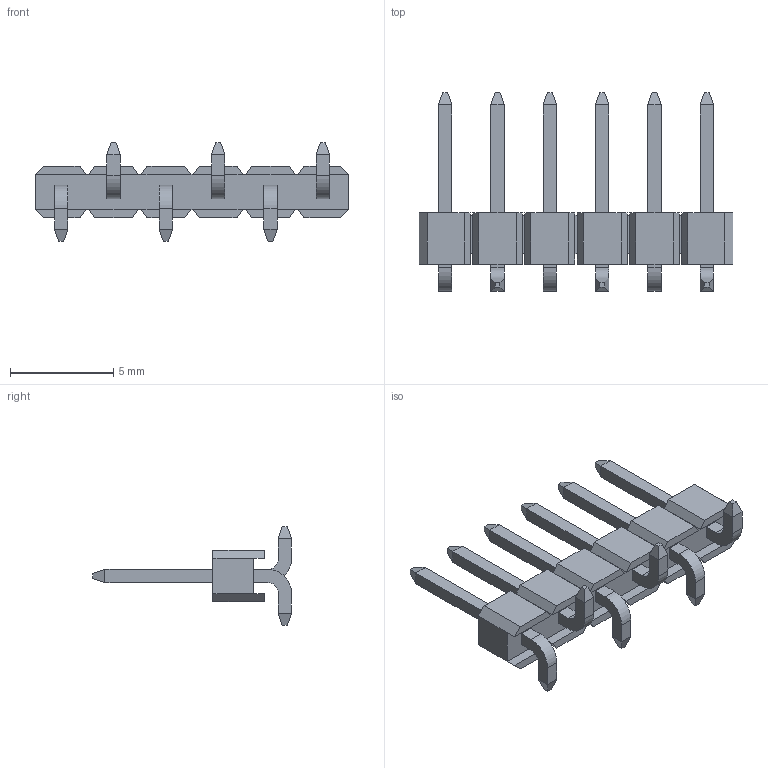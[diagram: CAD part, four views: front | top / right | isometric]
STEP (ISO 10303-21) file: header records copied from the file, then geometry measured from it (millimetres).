
FILE_DESCRIPTION((''),'2;1');
FILE_NAME('878980624','2014-03-05T',('me'),(''),'PRO/ENGINEER BY PARAMETRIC TECHNOLOGY CORPORATION, 2011490','PRO/ENGINEER BY PARAMETRIC TECHNOLOGY CORPORATION, 2011490','');
FILE_SCHEMA(('CONFIG_CONTROL_DESIGN'));
Length unit declared in the file: millimetre
Products named in the file (1): 878980624
Bounding box: 15.24 x 9.65 x 4.8 mm (x, y, z)
Volume: 98.8 mm3; surface area: 317.9 mm2
Topology: 1 solids, 1 shells, 226 faces, 568 edges, 356 vertices
Faces by surface type: plane 214, cylinder 12
Entity records: 6533 total; most frequent: CARTESIAN_POINT 1127, ORIENTED_EDGE 1088, DIRECTION 1046, VECTOR 544, LINE 544, EDGE_CURVE 544, VERTEX_POINT 332, AXIS2_PLACEMENT_3D 251
